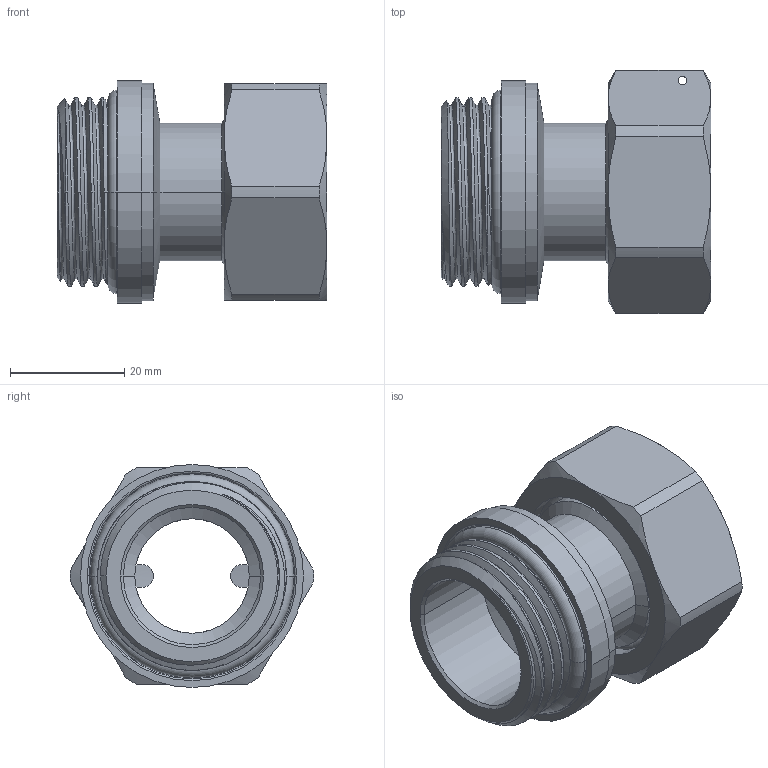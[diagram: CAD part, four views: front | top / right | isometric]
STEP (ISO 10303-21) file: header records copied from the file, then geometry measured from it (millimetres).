
FILE_DESCRIPTION((''),'2;1');
FILE_NAME('F16132006_ASM','2023-12-08T08:11:51',('Administrator'),(''),'CREO PARAMETRIC BY PTC INC, 2023072','CREO PARAMETRIC BY PTC INC, 2023072','');
FILE_SCHEMA(('CONFIG_CONTROL_DESIGN'));
Length unit declared in the file: millimetre
Products named in the file (7): FJ1641132006W; VT10005506R; O-RING34_2X3_1; FJ1615133006W; VT19000606; VT13013306; F16132006_ASM
Assembly tree (6 placements, depth 2):
  F16132006_ASM
    FJ1641132006W
    VT10005506R
    O-RING34_2X3_1
    FJ1615133006W
    VT19000606
    VT13013306
Bounding box: 47.2 x 42.49 x 39 mm (x, y, z)
Volume: 21970.1 mm3; surface area: 18235 mm2
Topology: 6 solids, 6 shells, 244 faces, 616 edges, 391 vertices
Faces by surface type: plane 65, extrusion 63, cylinder 55, cone 38, bspline 15, torus 8
Entity records: 11872 total; most frequent: CARTESIAN_POINT 6241, ORIENTED_EDGE 1232, DIRECTION 926, EDGE_CURVE 616, VERTEX_POINT 391, VECTOR 328, AXIS2_PLACEMENT_3D 299, B_SPLINE_CURVE_WITH_KNOTS 294
